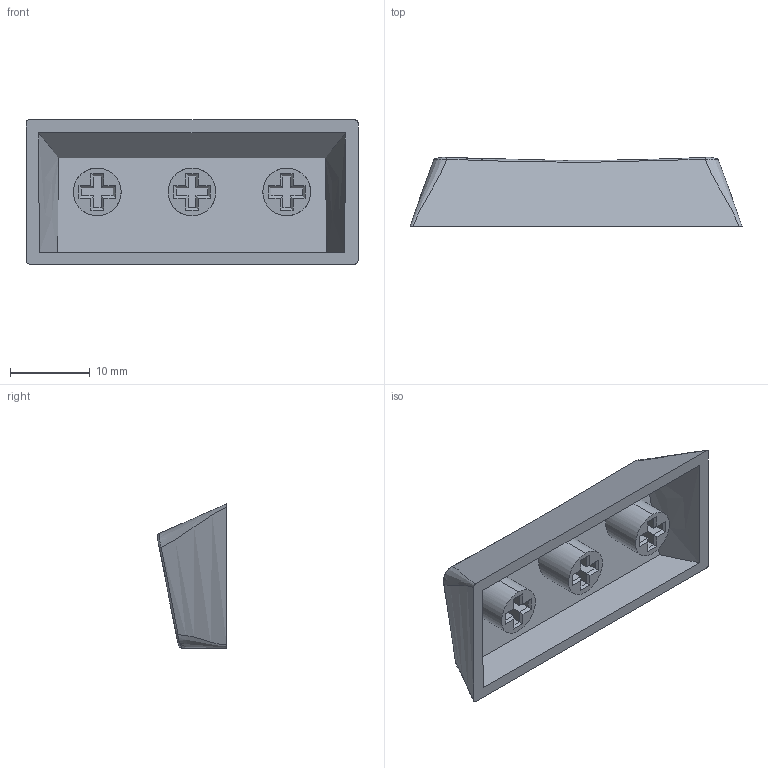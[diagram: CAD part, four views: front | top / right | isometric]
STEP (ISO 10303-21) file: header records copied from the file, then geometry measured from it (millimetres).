
FILE_DESCRIPTION (( 'STEP AP214' ), '1' );
FILE_NAME ('r4_225.STEP', '2022-11-05T07:19:26', ( '' ), ( '' ), 'SwSTEP 2.0', 'SolidWorks 2021', '' );
FILE_SCHEMA (( 'AUTOMOTIVE_DESIGN' ));
Length unit declared in the file: millimetre
Products named in the file (1): r4_225
Bounding box: 41.7 x 8.66 x 18.1 mm (x, y, z)
Volume: 1957.3 mm3; surface area: 3093.1 mm2
Topology: 1 solids, 1 shells, 107 faces, 250 edges, 152 vertices
Faces by surface type: plane 84, bspline 17, cylinder 6
Entity records: 4148 total; most frequent: CARTESIAN_POINT 1844, ORIENTED_EDGE 500, DIRECTION 388, EDGE_CURVE 250, LINE 194, VECTOR 194, VERTEX_POINT 152, EDGE_LOOP 114
